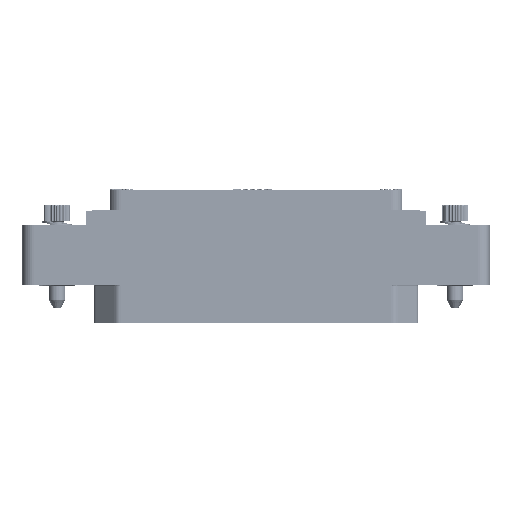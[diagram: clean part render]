
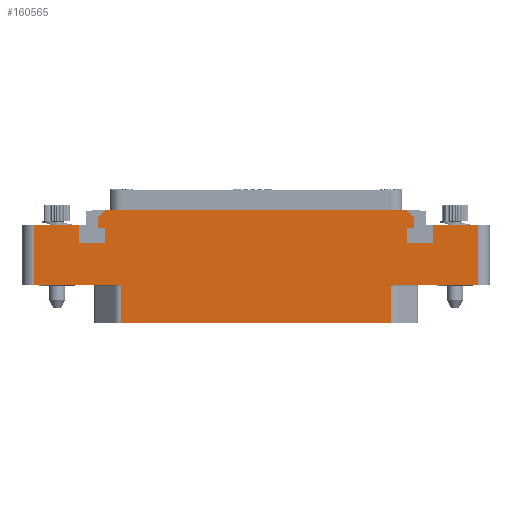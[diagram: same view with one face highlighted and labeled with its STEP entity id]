
A CAD part, top view. The second image highlights one B-rep face of the part: STEP entity #160565.
In plain terms, the highlighted planar face has unit normal (0, 0, 1).
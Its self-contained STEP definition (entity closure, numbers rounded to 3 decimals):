
#10119=DIRECTION('',(-1.,0.,0.));
#10120=VECTOR('',#10119,46.236);
#10121=CARTESIAN_POINT('',(23.118,-6.5,7.));
#10122=LINE('',#10121,#10120);
#10214=DIRECTION('',(1.,0.,0.));
#10215=VECTOR('',#10214,14.082);
#10216=CARTESIAN_POINT('',(-38.,0.,7.));
#10217=LINE('',#10216,#10215);
#10330=DIRECTION('',(0.,-1.,0.));
#10331=VECTOR('',#10330,10.25);
#10332=CARTESIAN_POINT('',(-38.,10.25,7.));
#10333=LINE('',#10332,#10331);
#10348=DIRECTION('',(1.,0.,0.));
#10349=VECTOR('',#10348,7.8);
#10350=CARTESIAN_POINT('',(-38.,10.25,7.));
#10351=LINE('',#10350,#10349);
#10352=DIRECTION('',(0.,-1.,0.));
#10353=VECTOR('',#10352,3.2);
#10354=CARTESIAN_POINT('',(-30.2,10.25,7.));
#10355=LINE('',#10354,#10353);
#10356=DIRECTION('',(1.,0.,0.));
#10357=VECTOR('',#10356,4.4);
#10358=CARTESIAN_POINT('',(-30.2,7.05,7.));
#10359=LINE('',#10358,#10357);
#10360=DIRECTION('',(0.,1.,0.));
#10361=VECTOR('',#10360,2.6);
#10362=CARTESIAN_POINT('',(-25.8,7.05,7.));
#10363=LINE('',#10362,#10361);
#10364=DIRECTION('',(-1.,0.,0.));
#10365=VECTOR('',#10364,1.2);
#10366=CARTESIAN_POINT('',(-25.8,9.65,7.));
#10367=LINE('',#10366,#10365);
#10368=DIRECTION('',(0.,-1.,0.));
#10369=VECTOR('',#10368,1.9);
#10370=CARTESIAN_POINT('',(-27.,11.55,7.));
#10371=LINE('',#10370,#10369);
#10372=DIRECTION('',(1.,0.,0.));
#10373=VECTOR('',#10372,51.6);
#10374=CARTESIAN_POINT('',(-25.8,12.75,7.));
#10375=LINE('',#10374,#10373);
#10376=DIRECTION('',(0.,-1.,0.));
#10377=VECTOR('',#10376,1.9);
#10378=CARTESIAN_POINT('',(27.,11.55,7.));
#10379=LINE('',#10378,#10377);
#10380=DIRECTION('',(-1.,0.,0.));
#10381=VECTOR('',#10380,1.2);
#10382=CARTESIAN_POINT('',(27.,9.65,7.));
#10383=LINE('',#10382,#10381);
#10384=DIRECTION('',(0.,-1.,0.));
#10385=VECTOR('',#10384,2.6);
#10386=CARTESIAN_POINT('',(25.8,9.65,7.));
#10387=LINE('',#10386,#10385);
#10388=DIRECTION('',(1.,0.,0.));
#10389=VECTOR('',#10388,4.4);
#10390=CARTESIAN_POINT('',(25.8,7.05,7.));
#10391=LINE('',#10390,#10389);
#10392=DIRECTION('',(0.,1.,0.));
#10393=VECTOR('',#10392,3.2);
#10394=CARTESIAN_POINT('',(30.2,7.05,7.));
#10395=LINE('',#10394,#10393);
#10396=DIRECTION('',(1.,0.,0.));
#10397=VECTOR('',#10396,7.8);
#10398=CARTESIAN_POINT('',(30.2,10.25,7.));
#10399=LINE('',#10398,#10397);
#10400=DIRECTION('',(1.,0.,0.));
#10401=VECTOR('',#10400,14.082);
#10402=CARTESIAN_POINT('',(23.918,0.,7.));
#10403=LINE('',#10402,#10401);
#10434=CARTESIAN_POINT('',(23.118,-0.2,7.));
#10435=CARTESIAN_POINT('',(23.14,-0.192,7.));
#10436=CARTESIAN_POINT('',(23.184,-0.176,7.));
#10437=CARTESIAN_POINT('',(23.251,-0.152,7.));
#10438=CARTESIAN_POINT('',(23.318,-0.128,7.));
#10439=CARTESIAN_POINT('',(23.385,-0.106,7.));
#10440=CARTESIAN_POINT('',(23.451,-0.085,7.));
#10441=CARTESIAN_POINT('',(23.515,-0.066,7.));
#10442=CARTESIAN_POINT('',(23.577,-0.049,7.));
#10443=CARTESIAN_POINT('',(23.636,-0.035,7.));
#10444=CARTESIAN_POINT('',(23.688,-0.024,7.));
#10445=CARTESIAN_POINT('',(23.734,-0.016,7.));
#10446=CARTESIAN_POINT('',(23.776,-0.01,7.));
#10447=CARTESIAN_POINT('',(23.814,-0.005,7.));
#10448=CARTESIAN_POINT('',(23.85,-0.002,7.));
#10449=CARTESIAN_POINT('',(23.884,0.,7.));
#10450=CARTESIAN_POINT('',(23.907,0.,7.));
#10451=CARTESIAN_POINT('',(23.918,0.,7.));
#10467=DIRECTION('',(0.,1.,0.));
#10468=VECTOR('',#10467,6.3);
#10469=CARTESIAN_POINT('',(23.118,-6.5,7.));
#10470=LINE('',#10469,#10468);
#10512=DIRECTION('',(0.,1.,0.));
#10513=VECTOR('',#10512,10.25);
#10514=CARTESIAN_POINT('',(38.,0.,7.));
#10515=LINE('',#10514,#10513);
#18870=DIRECTION('',(0.707,-0.707,0.));
#18871=VECTOR('',#18870,1.697);
#18872=CARTESIAN_POINT('',(25.8,12.75,7.));
#18873=LINE('',#18872,#18871);
#20582=DIRECTION('',(0.,1.,0.));
#20583=VECTOR('',#20582,6.3);
#20584=CARTESIAN_POINT('',(-23.118,-6.5,7.));
#20585=LINE('',#20584,#20583);
#20610=CARTESIAN_POINT('',(-23.918,0.,7.));
#20611=CARTESIAN_POINT('',(-23.907,0.,7.));
#20612=CARTESIAN_POINT('',(-23.884,0.,7.));
#20613=CARTESIAN_POINT('',(-23.85,-0.002,7.));
#20614=CARTESIAN_POINT('',(-23.814,-0.005,7.));
#20615=CARTESIAN_POINT('',(-23.776,-0.01,7.));
#20616=CARTESIAN_POINT('',(-23.734,-0.016,7.));
#20617=CARTESIAN_POINT('',(-23.688,-0.024,7.));
#20618=CARTESIAN_POINT('',(-23.636,-0.035,7.));
#20619=CARTESIAN_POINT('',(-23.577,-0.049,7.));
#20620=CARTESIAN_POINT('',(-23.515,-0.066,7.));
#20621=CARTESIAN_POINT('',(-23.451,-0.085,7.));
#20622=CARTESIAN_POINT('',(-23.385,-0.106,7.));
#20623=CARTESIAN_POINT('',(-23.318,-0.128,7.));
#20624=CARTESIAN_POINT('',(-23.251,-0.152,7.));
#20625=CARTESIAN_POINT('',(-23.184,-0.176,7.));
#20626=CARTESIAN_POINT('',(-23.14,-0.192,7.));
#20627=CARTESIAN_POINT('',(-23.118,-0.2,7.));
#20789=DIRECTION('',(-0.707,-0.707,0.));
#20790=VECTOR('',#20789,1.697);
#20791=CARTESIAN_POINT('',(-25.8,12.75,7.));
#20792=LINE('',#20791,#20790);
#128326=CARTESIAN_POINT('',(-30.2,10.25,7.));
#128327=CARTESIAN_POINT('',(-30.2,7.05,7.));
#128328=VERTEX_POINT('',#128326);
#128329=VERTEX_POINT('',#128327);
#128330=CARTESIAN_POINT('',(-25.8,7.05,7.));
#128331=VERTEX_POINT('',#128330);
#128332=CARTESIAN_POINT('',(-25.8,9.65,7.));
#128333=VERTEX_POINT('',#128332);
#128334=CARTESIAN_POINT('',(-27.,9.65,7.));
#128335=VERTEX_POINT('',#128334);
#128336=CARTESIAN_POINT('',(27.,9.65,7.));
#128337=CARTESIAN_POINT('',(25.8,9.65,7.));
#128338=VERTEX_POINT('',#128336);
#128339=VERTEX_POINT('',#128337);
#128340=CARTESIAN_POINT('',(25.8,7.05,7.));
#128341=VERTEX_POINT('',#128340);
#128342=CARTESIAN_POINT('',(30.2,7.05,7.));
#128343=VERTEX_POINT('',#128342);
#128344=CARTESIAN_POINT('',(30.2,10.25,7.));
#128345=VERTEX_POINT('',#128344);
#128350=CARTESIAN_POINT('',(-27.,11.55,7.));
#128352=VERTEX_POINT('',#128350);
#128354=CARTESIAN_POINT('',(-25.8,12.75,7.));
#128355=VERTEX_POINT('',#128354);
#128356=CARTESIAN_POINT('',(27.,11.55,7.));
#128358=VERTEX_POINT('',#128356);
#128360=CARTESIAN_POINT('',(25.8,12.75,7.));
#128361=VERTEX_POINT('',#128360);
#128438=CARTESIAN_POINT('',(38.,0.,7.));
#128439=CARTESIAN_POINT('',(38.,10.25,7.));
#128440=VERTEX_POINT('',#128438);
#128441=VERTEX_POINT('',#128439);
#128446=CARTESIAN_POINT('',(-38.,10.25,7.));
#128447=CARTESIAN_POINT('',(-38.,0.,7.));
#128448=VERTEX_POINT('',#128446);
#128449=VERTEX_POINT('',#128447);
#128671=CARTESIAN_POINT('',(23.118,-6.5,7.));
#128673=VERTEX_POINT('',#128671);
#128674=CARTESIAN_POINT('',(-23.118,-6.5,7.));
#128676=VERTEX_POINT('',#128674);
#128706=CARTESIAN_POINT('',(-23.118,-0.2,7.));
#128707=VERTEX_POINT('',#128706);
#128708=CARTESIAN_POINT('',(-23.918,0.,7.));
#128709=VERTEX_POINT('',#128708);
#128710=CARTESIAN_POINT('',(23.118,-0.2,7.));
#128712=VERTEX_POINT('',#128710);
#128714=CARTESIAN_POINT('',(23.918,0.,7.));
#128716=VERTEX_POINT('',#128714);
#160515=CARTESIAN_POINT('',(0.,0.,7.));
#160516=DIRECTION('',(0.,0.,-1.));
#160517=DIRECTION('',(-1.,0.,0.));
#160518=AXIS2_PLACEMENT_3D('',#160515,#160516,#160517);
#160519=PLANE('',#160518);
#160521=ORIENTED_EDGE('',*,*,#160520,.F.);
#160523=ORIENTED_EDGE('',*,*,#160522,.F.);
#160525=ORIENTED_EDGE('',*,*,#160524,.F.);
#160526=ORIENTED_EDGE('',*,*,#160305,.T.);
#160528=ORIENTED_EDGE('',*,*,#160527,.T.);
#160530=ORIENTED_EDGE('',*,*,#160529,.F.);
#160531=ORIENTED_EDGE('',*,*,#160392,.F.);
#160532=ORIENTED_EDGE('',*,*,#160506,.F.);
#160533=ORIENTED_EDGE('',*,*,#160440,.T.);
#160535=ORIENTED_EDGE('',*,*,#160534,.T.);
#160537=ORIENTED_EDGE('',*,*,#160536,.T.);
#160539=ORIENTED_EDGE('',*,*,#160538,.T.);
#160541=ORIENTED_EDGE('',*,*,#160540,.T.);
#160543=ORIENTED_EDGE('',*,*,#160542,.F.);
#160545=ORIENTED_EDGE('',*,*,#160544,.F.);
#160546=ORIENTED_EDGE('',*,*,#160049,.T.);
#160548=ORIENTED_EDGE('',*,*,#160547,.T.);
#160550=ORIENTED_EDGE('',*,*,#160549,.T.);
#160552=ORIENTED_EDGE('',*,*,#160551,.T.);
#160554=ORIENTED_EDGE('',*,*,#160553,.T.);
#160556=ORIENTED_EDGE('',*,*,#160555,.T.);
#160558=ORIENTED_EDGE('',*,*,#160557,.T.);
#160560=ORIENTED_EDGE('',*,*,#160559,.T.);
#160562=ORIENTED_EDGE('',*,*,#160561,.F.);
#160563=EDGE_LOOP('',(#160521,#160523,#160525,#160526,#160528,#160530,#160531,
#160532,#160533,#160535,#160537,#160539,#160541,#160543,#160545,#160546,#160548,
#160550,#160552,#160554,#160556,#160558,#160560,#160562));
#160564=FACE_OUTER_BOUND('',#160563,.F.);
#160565=ADVANCED_FACE('',(#160564),#160519,.F.);
#10452=B_SPLINE_CURVE_WITH_KNOTS('',3,(#10434,#10435,#10436,#10437,#10438,
#10439,#10440,#10441,#10442,#10443,#10444,#10445,#10446,#10447,#10448,#10449,
#10450,#10451),.UNSPECIFIED.,.F.,.F.,(4,1,1,1,1,1,1,1,1,1,1,1,1,1,1,4),(0.,
0.067,0.133,0.2,0.267,0.333,
0.4,0.467,0.533,0.6,0.667,
0.733,0.8,0.867,0.933,1.),
.UNSPECIFIED.);
#20628=B_SPLINE_CURVE_WITH_KNOTS('',3,(#20610,#20611,#20612,#20613,#20614,
#20615,#20616,#20617,#20618,#20619,#20620,#20621,#20622,#20623,#20624,#20625,
#20626,#20627),.UNSPECIFIED.,.F.,.F.,(4,1,1,1,1,1,1,1,1,1,1,1,1,1,1,4),(0.,
0.067,0.133,0.2,0.267,0.333,
0.4,0.467,0.533,0.6,0.667,
0.733,0.8,0.867,0.933,1.),
.UNSPECIFIED.);
#160049=EDGE_CURVE('',#128355,#128361,#10375,.T.);
#160305=EDGE_CURVE('',#128673,#128676,#10122,.T.);
#160392=EDGE_CURVE('',#128449,#128709,#10217,.T.);
#160440=EDGE_CURVE('',#128448,#128328,#10351,.T.);
#160506=EDGE_CURVE('',#128448,#128449,#10333,.T.);
#160520=EDGE_CURVE('',#128716,#128440,#10403,.T.);
#160522=EDGE_CURVE('',#128712,#128716,#10452,.T.);
#160524=EDGE_CURVE('',#128673,#128712,#10470,.T.);
#160527=EDGE_CURVE('',#128676,#128707,#20585,.T.);
#160529=EDGE_CURVE('',#128709,#128707,#20628,.T.);
#160534=EDGE_CURVE('',#128328,#128329,#10355,.T.);
#160536=EDGE_CURVE('',#128329,#128331,#10359,.T.);
#160538=EDGE_CURVE('',#128331,#128333,#10363,.T.);
#160540=EDGE_CURVE('',#128333,#128335,#10367,.T.);
#160542=EDGE_CURVE('',#128352,#128335,#10371,.T.);
#160544=EDGE_CURVE('',#128355,#128352,#20792,.T.);
#160547=EDGE_CURVE('',#128361,#128358,#18873,.T.);
#160549=EDGE_CURVE('',#128358,#128338,#10379,.T.);
#160551=EDGE_CURVE('',#128338,#128339,#10383,.T.);
#160553=EDGE_CURVE('',#128339,#128341,#10387,.T.);
#160555=EDGE_CURVE('',#128341,#128343,#10391,.T.);
#160557=EDGE_CURVE('',#128343,#128345,#10395,.T.);
#160559=EDGE_CURVE('',#128345,#128441,#10399,.T.);
#160561=EDGE_CURVE('',#128440,#128441,#10515,.T.);
